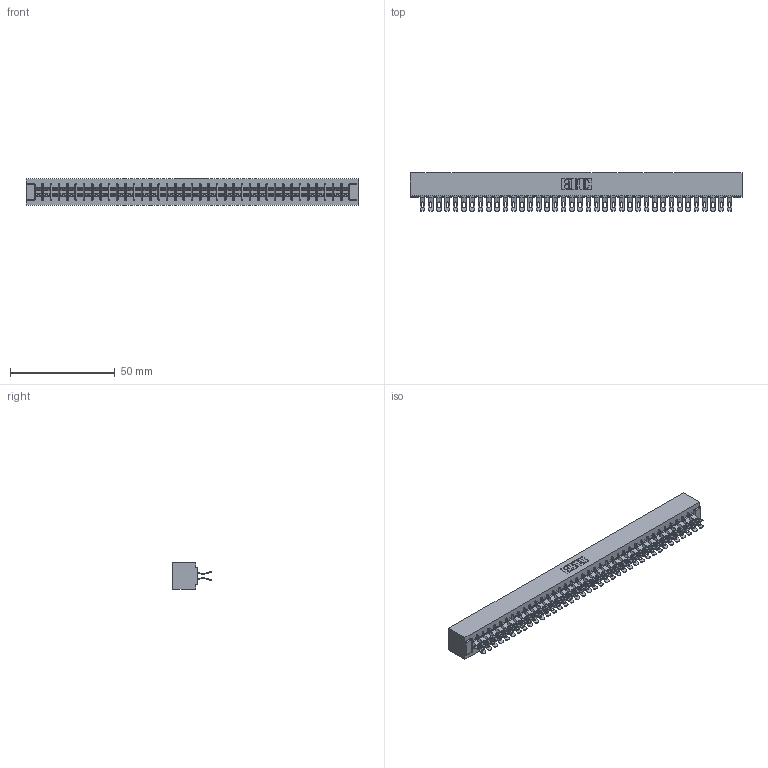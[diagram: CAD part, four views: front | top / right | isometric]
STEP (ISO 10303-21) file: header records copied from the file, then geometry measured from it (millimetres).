
FILE_DESCRIPTION (( 'STEP AP203' ), '1' );
FILE_NAME ('305-076-555-501.STEP', '2019-09-10T08:15:14', ( '' ), ( '' ), 'SwSTEP 2.0', 'SolidWorks 2016', '' );
FILE_SCHEMA (( 'CONFIG_CONTROL_DESIGN' ));
Length unit declared in the file: inch
Products named in the file (3): 305-290-001_555; 305 Part_No Mounting; 305-076-555-501
Assembly tree (77 placements, depth 2):
  305-076-555-501
    305 Part_No Mounting
    305-290-001_555  x76
Bounding box: 158.45 x 18.41 x 12.7 mm (x, y, z)
Volume: 16689.5 mm3; surface area: 23819.7 mm2
Topology: 77 solids, 77 shells, 5124 faces, 15302 edges, 9996 vertices
Faces by surface type: plane 2496, cylinder 2476, sphere 152
Entity records: 41977 total; most frequent: CARTESIAN_POINT 6962, ORIENTED_EDGE 6900, DIRECTION 6730, EDGE_CURVE 3450, VECTOR 2770, LINE 2770, VERTEX_POINT 2196, AXIS2_PLACEMENT_3D 1980
